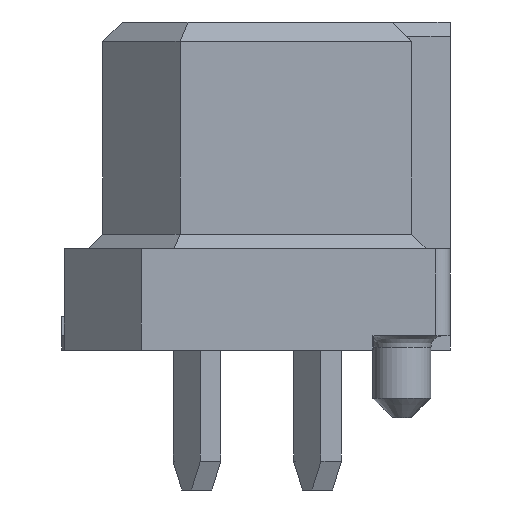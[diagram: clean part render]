
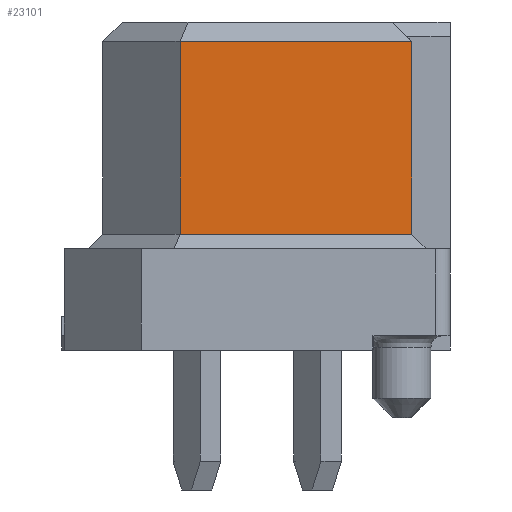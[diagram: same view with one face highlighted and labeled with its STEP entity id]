
A CAD part, left-side view. The second image highlights one B-rep face of the part: STEP entity #23101.
In plain terms, the highlighted planar face has unit normal (-1, 0, 0).
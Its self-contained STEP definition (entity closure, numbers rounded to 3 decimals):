
#16131=CARTESIAN_POINT('',(-4.7,0.8,-0.2));
#16132=VERTEX_POINT('',#16131);
#16155=CARTESIAN_POINT('',(-4.7,-1.6,-0.2));
#16156=VERTEX_POINT('',#16155);
#16157=CARTESIAN_POINT('',(-4.7,0.8,-0.2));
#16158=DIRECTION('',(0.,-1.,0.));
#16159=VECTOR('',#16158,2.4);
#16160=LINE('',#16157,#16159);
#16161=EDGE_CURVE('',#16132,#16156,#16160,.T.);
#18027=CARTESIAN_POINT('',(-4.7,-1.6,-2.2));
#18028=VERTEX_POINT('',#18027);
#18051=CARTESIAN_POINT('',(-4.7,0.8,-2.2));
#18052=VERTEX_POINT('',#18051);
#18061=CARTESIAN_POINT('',(-4.7,-1.6,-2.2));
#18062=DIRECTION('',(0.,1.,0.));
#18063=VECTOR('',#18062,2.4);
#18064=LINE('',#18061,#18063);
#18065=EDGE_CURVE('',#18028,#18052,#18064,.T.);
#18148=CARTESIAN_POINT('',(-4.7,-1.6,-0.2));
#18149=DIRECTION('',(0.,0.,-1.));
#18150=VECTOR('',#18149,2.);
#18151=LINE('',#18148,#18150);
#18152=EDGE_CURVE('',#16156,#18028,#18151,.T.);
#23080=CARTESIAN_POINT('',(-4.7,0.8,-2.2));
#23081=DIRECTION('',(0.,0.,1.));
#23082=VECTOR('',#23081,2.);
#23083=LINE('',#23080,#23082);
#23084=EDGE_CURVE('',#18052,#16132,#23083,.T.);
#23090=CARTESIAN_POINT('',(-4.7,-0.4,-1.2));
#23091=DIRECTION('',(0.,0.,-1.));
#23092=DIRECTION('',(-1.,-0.,-0.));
#23093=AXIS2_PLACEMENT_3D('',#23090,#23092,#23091);
#23094=PLANE('',#23093);
#23095=ORIENTED_EDGE('',*,*,#23084,.F.);
#23096=ORIENTED_EDGE('',*,*,#18065,.F.);
#23097=ORIENTED_EDGE('',*,*,#18152,.F.);
#23098=ORIENTED_EDGE('',*,*,#16161,.F.);
#23099=EDGE_LOOP('',(#23095,#23096,#23097,#23098));
#23100=FACE_OUTER_BOUND('',#23099,.T.);
#23101=ADVANCED_FACE('F691',(#23100),#23094,.T.);
